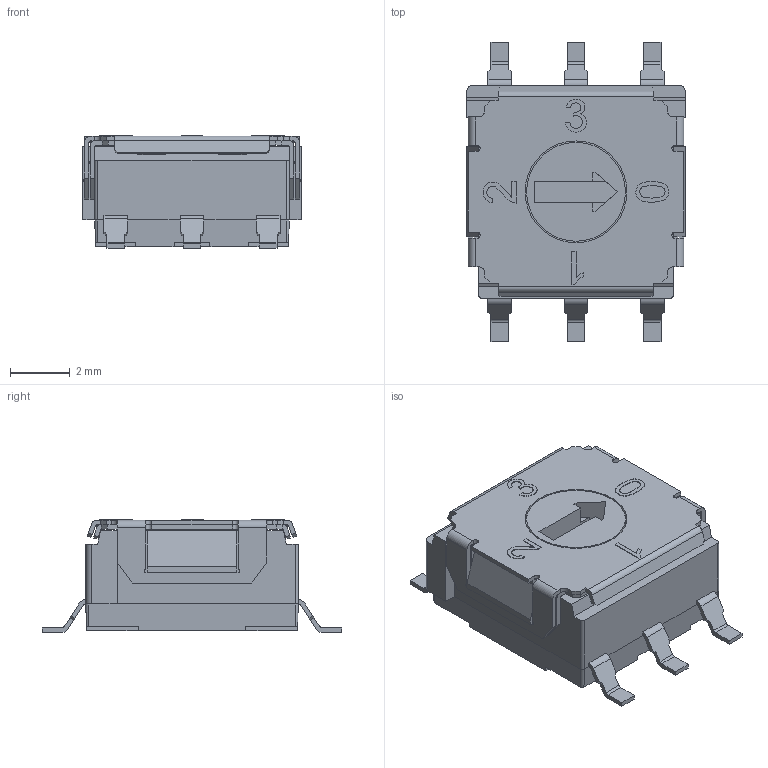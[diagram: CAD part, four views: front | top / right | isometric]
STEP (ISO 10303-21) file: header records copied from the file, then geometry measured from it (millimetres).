
FILE_DESCRIPTION(/* description */ ('STEP AP203'),/* implementation_level */ '2;1');
FILE_NAME(/* name */ 'CS-7-14TB',/* time_stamp */ '2023-04-23T15:14:13+02:00',/* author */ ('License CC BY-ND 4.0'),/* organization */ ('CADENAS'),/* preprocessor_version */ 'ST-DEVELOPER v19.3',/* originating_system */ 'PARTsolutions',/* authorisation */ ' ');
FILE_SCHEMA (('CONFIG_CONTROL_DESIGN'));
Length unit declared in the file: millimetre
Products named in the file (3): CS-7-14TB; CS-714TB Dial; CS-714TB Body
Assembly tree (2 placements, depth 2):
  CS-7-14TB
    CS-714TB Dial
    CS-714TB Body
Bounding box: 7.3 x 10 x 3.77 mm (x, y, z)
Volume: 168.8 mm3; surface area: 389.8 mm2
Topology: 2 solids, 2 shells, 403 faces, 1167 edges, 760 vertices
Faces by surface type: plane 292, cylinder 107, cone 4
Full cylindrical faces by diameter (mm): 1.2 x1, 3.3 x1, 3.4 x1, 3.44 x1, 4 x2
Entity records: 15912 total; most frequent: CARTESIAN_POINT 2327, ORIENTED_EDGE 2322, DIRECTION 2193, EDGE_CURVE 1161, LINE 941, VECTOR 941, VERTEX_POINT 760, AXIS2_PLACEMENT_3D 626
